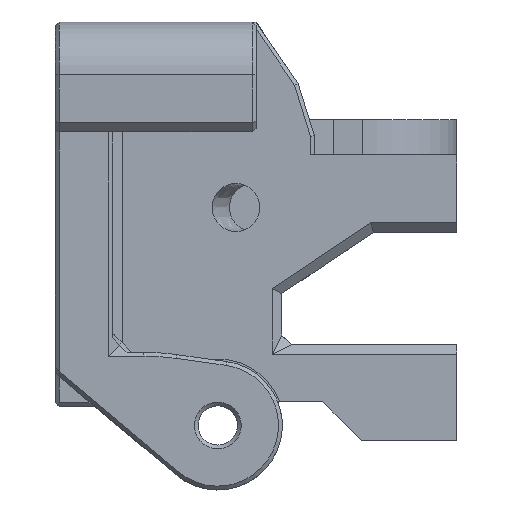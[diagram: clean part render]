
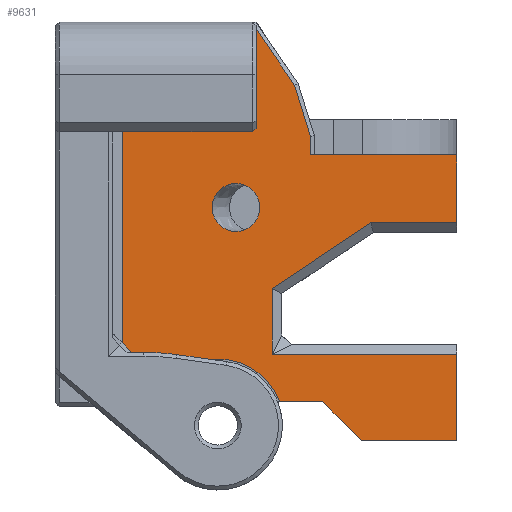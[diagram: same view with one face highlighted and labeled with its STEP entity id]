
A CAD part, left-side view. The second image highlights one B-rep face of the part: STEP entity #9631.
In plain terms, the highlighted planar face has unit normal (-1, 0, 0).
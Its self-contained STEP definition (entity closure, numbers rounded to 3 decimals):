
#278=FACE_BOUND('',#1480,.T.);
#381=PLANE('',#10335);
#867=FACE_OUTER_BOUND('',#1479,.T.);
#1479=EDGE_LOOP('',(#7529,#7530,#7531,#7532,#7533,#7534,#7535,#7536,#7537,
#7538,#7539,#7540,#7541,#7542,#7543,#7544,#7545,#7546,#7547,#7548,#7549,
#7550));
#1480=EDGE_LOOP('',(#7551));
#1981=LINE('',#13823,#2952);
#2066=LINE('',#14712,#3037);
#2331=LINE('',#25302,#3302);
#2332=LINE('',#25305,#3303);
#2335=LINE('',#25310,#3306);
#2336=LINE('',#25312,#3307);
#2337=LINE('',#25314,#3308);
#2338=LINE('',#25317,#3309);
#2339=LINE('',#25319,#3310);
#2340=LINE('',#25321,#3311);
#2341=LINE('',#25323,#3312);
#2342=LINE('',#25325,#3313);
#2343=LINE('',#25327,#3314);
#2344=LINE('',#25329,#3315);
#2345=LINE('',#25331,#3316);
#2346=LINE('',#25333,#3317);
#2347=LINE('',#25335,#3318);
#2348=LINE('',#25337,#3319);
#2349=LINE('',#25339,#3320);
#2350=LINE('',#25341,#3321);
#2351=LINE('',#25342,#3322);
#2952=VECTOR('',#11087,10.);
#3037=VECTOR('',#11294,10.);
#3302=VECTOR('',#11903,10.);
#3303=VECTOR('',#11906,10.);
#3306=VECTOR('',#11911,10.);
#3307=VECTOR('',#11912,10.);
#3308=VECTOR('',#11913,10.);
#3309=VECTOR('',#11916,10.);
#3310=VECTOR('',#11917,10.);
#3311=VECTOR('',#11918,10.);
#3312=VECTOR('',#11919,10.);
#3313=VECTOR('',#11920,10.);
#3314=VECTOR('',#11921,10.);
#3315=VECTOR('',#11922,10.);
#3316=VECTOR('',#11923,10.);
#3317=VECTOR('',#11924,10.);
#3318=VECTOR('',#11925,10.);
#3319=VECTOR('',#11926,10.);
#3320=VECTOR('',#11927,10.);
#3321=VECTOR('',#11928,10.);
#3322=VECTOR('',#11929,10.);
#3984=CIRCLE('',#10336,6.95);
#3985=CIRCLE('',#10337,2.5);
#4221=VERTEX_POINT('',#13820);
#4222=VERTEX_POINT('',#13822);
#4369=VERTEX_POINT('',#14709);
#4370=VERTEX_POINT('',#14711);
#4645=VERTEX_POINT('',#25298);
#4646=VERTEX_POINT('',#25300);
#4647=VERTEX_POINT('',#25304);
#4649=VERTEX_POINT('',#25311);
#4650=VERTEX_POINT('',#25313);
#4651=VERTEX_POINT('',#25316);
#4652=VERTEX_POINT('',#25318);
#4653=VERTEX_POINT('',#25320);
#4654=VERTEX_POINT('',#25322);
#4655=VERTEX_POINT('',#25324);
#4656=VERTEX_POINT('',#25326);
#4657=VERTEX_POINT('',#25328);
#4658=VERTEX_POINT('',#25330);
#4659=VERTEX_POINT('',#25332);
#4660=VERTEX_POINT('',#25334);
#4661=VERTEX_POINT('',#25336);
#4662=VERTEX_POINT('',#25338);
#4663=VERTEX_POINT('',#25340);
#4664=VERTEX_POINT('',#25343);
#5112=EDGE_CURVE('',#4221,#4222,#1981,.T.);
#5269=EDGE_CURVE('',#4370,#4369,#2066,.T.);
#5698=EDGE_CURVE('',#4646,#4645,#2331,.T.);
#5699=EDGE_CURVE('',#4645,#4647,#2332,.T.);
#5702=EDGE_CURVE('',#4370,#4646,#2335,.T.);
#5703=EDGE_CURVE('',#4369,#4649,#2336,.T.);
#5704=EDGE_CURVE('',#4650,#4649,#2337,.T.);
#5705=EDGE_CURVE('',#4650,#4222,#3984,.T.);
#5706=EDGE_CURVE('',#4651,#4221,#2338,.T.);
#5707=EDGE_CURVE('',#4652,#4651,#2339,.T.);
#5708=EDGE_CURVE('',#4652,#4653,#2340,.T.);
#5709=EDGE_CURVE('',#4654,#4653,#2341,.T.);
#5710=EDGE_CURVE('',#4655,#4654,#2342,.T.);
#5711=EDGE_CURVE('',#4656,#4655,#2343,.T.);
#5712=EDGE_CURVE('',#4657,#4656,#2344,.T.);
#5713=EDGE_CURVE('',#4658,#4657,#2345,.T.);
#5714=EDGE_CURVE('',#4658,#4659,#2346,.T.);
#5715=EDGE_CURVE('',#4660,#4659,#2347,.T.);
#5716=EDGE_CURVE('',#4661,#4660,#2348,.T.);
#5717=EDGE_CURVE('',#4662,#4661,#2349,.T.);
#5718=EDGE_CURVE('',#4663,#4662,#2350,.T.);
#5719=EDGE_CURVE('',#4647,#4663,#2351,.T.);
#5720=EDGE_CURVE('',#4664,#4664,#3985,.T.);
#7529=ORIENTED_EDGE('',*,*,#5698,.F.);
#7530=ORIENTED_EDGE('',*,*,#5702,.F.);
#7531=ORIENTED_EDGE('',*,*,#5269,.T.);
#7532=ORIENTED_EDGE('',*,*,#5703,.T.);
#7533=ORIENTED_EDGE('',*,*,#5704,.F.);
#7534=ORIENTED_EDGE('',*,*,#5705,.T.);
#7535=ORIENTED_EDGE('',*,*,#5112,.F.);
#7536=ORIENTED_EDGE('',*,*,#5706,.F.);
#7537=ORIENTED_EDGE('',*,*,#5707,.F.);
#7538=ORIENTED_EDGE('',*,*,#5708,.T.);
#7539=ORIENTED_EDGE('',*,*,#5709,.F.);
#7540=ORIENTED_EDGE('',*,*,#5710,.F.);
#7541=ORIENTED_EDGE('',*,*,#5711,.F.);
#7542=ORIENTED_EDGE('',*,*,#5712,.F.);
#7543=ORIENTED_EDGE('',*,*,#5713,.F.);
#7544=ORIENTED_EDGE('',*,*,#5714,.T.);
#7545=ORIENTED_EDGE('',*,*,#5715,.F.);
#7546=ORIENTED_EDGE('',*,*,#5716,.F.);
#7547=ORIENTED_EDGE('',*,*,#5717,.F.);
#7548=ORIENTED_EDGE('',*,*,#5718,.F.);
#7549=ORIENTED_EDGE('',*,*,#5719,.F.);
#7550=ORIENTED_EDGE('',*,*,#5699,.F.);
#7551=ORIENTED_EDGE('',*,*,#5720,.T.);
#9631=ADVANCED_FACE('',(#867,#278),#381,.T.);
#10335=AXIS2_PLACEMENT_3D('',#25309,#11909,#11910);
#10336=AXIS2_PLACEMENT_3D('',#25315,#11914,#11915);
#10337=AXIS2_PLACEMENT_3D('',#25344,#11930,#11931);
#11087=DIRECTION('',(0.,1.,0.));
#11294=DIRECTION('',(0.,-1.,0.));
#11903=DIRECTION('',(0.,0.,1.));
#11906=DIRECTION('',(0.,-1.,0.));
#11909=DIRECTION('center_axis',(-1.,0.,0.));
#11910=DIRECTION('ref_axis',(0.,-1.,0.));
#11911=DIRECTION('',(0.,-0.707,0.707));
#11912=DIRECTION('',(0.,-0.832,0.555));
#11913=DIRECTION('',(0.,1.,0.));
#11914=DIRECTION('center_axis',(1.,0.,0.));
#11915=DIRECTION('ref_axis',(0.,-0.615,0.789));
#11916=DIRECTION('',(0.,0.707,0.707));
#11917=DIRECTION('',(0.,1.,0.));
#11918=DIRECTION('',(0.,0.,1.));
#11919=DIRECTION('',(0.,-1.,0.));
#11920=DIRECTION('',(0.,-0.001,-1.));
#11921=DIRECTION('',(0.,0.832,-0.555));
#11922=DIRECTION('',(0.,1.,0.));
#11923=DIRECTION('',(0.,0.,-1.));
#11924=DIRECTION('',(0.,1.,0.));
#11925=DIRECTION('',(0.,0.,-1.));
#11926=DIRECTION('',(0.,-0.296,-0.955));
#11927=DIRECTION('',(0.,-0.565,-0.825));
#11928=DIRECTION('',(0.,0.,1.));
#11929=DIRECTION('',(0.,-0.707,0.707));
#11930=DIRECTION('center_axis',(1.,0.,0.));
#11931=DIRECTION('ref_axis',(0.,0.,-1.));
#13820=CARTESIAN_POINT('',(27.925,23.7,58.463));
#13822=CARTESIAN_POINT('',(27.925,28.201,58.463));
#13823=CARTESIAN_POINT('',(27.925,3.7,58.463));
#14709=CARTESIAN_POINT('',(27.925,45.7,58.));
#14711=CARTESIAN_POINT('',(27.925,46.1,58.));
#14712=CARTESIAN_POINT('',(27.925,27.7,58.));
#25298=CARTESIAN_POINT('',(27.925,44.7,86.7));
#25300=CARTESIAN_POINT('',(27.925,44.7,59.4));
#25302=CARTESIAN_POINT('',(27.925,44.7,83.8));
#25304=CARTESIAN_POINT('',(27.925,31.1,86.7));
#25305=CARTESIAN_POINT('',(27.925,27.7,86.7));
#25309=CARTESIAN_POINT('Origin',(27.925,3.7,89.5));
#25310=CARTESIAN_POINT('',(27.925,27.525,76.575));
#25311=CARTESIAN_POINT('',(27.925,45.006,58.463));
#25312=CARTESIAN_POINT('',(27.925,2.892,86.538));
#25313=CARTESIAN_POINT('',(27.925,41.199,58.463));
#25314=CARTESIAN_POINT('',(27.925,3.7,58.463));
#25315=CARTESIAN_POINT('Origin',(27.925,34.7,56.));
#25316=CARTESIAN_POINT('',(27.925,19.7,54.463));
#25317=CARTESIAN_POINT('',(27.925,25.166,59.929));
#25318=CARTESIAN_POINT('',(27.925,9.7,54.463));
#25319=CARTESIAN_POINT('',(27.925,9.7,54.463));
#25320=CARTESIAN_POINT('',(27.925,9.7,63.463));
#25321=CARTESIAN_POINT('',(27.925,9.7,75.481));
#25322=CARTESIAN_POINT('',(27.925,29.005,63.463));
#25323=CARTESIAN_POINT('',(27.925,3.7,63.463));
#25324=CARTESIAN_POINT('',(27.925,29.011,70.328));
#25325=CARTESIAN_POINT('',(27.925,29.017,78.13));
#25326=CARTESIAN_POINT('',(27.925,18.703,77.2));
#25327=CARTESIAN_POINT('',(27.925,3.447,87.371));
#25328=CARTESIAN_POINT('',(27.925,9.7,77.2));
#25329=CARTESIAN_POINT('',(27.925,13.2,77.2));
#25330=CARTESIAN_POINT('',(27.925,9.7,84.3));
#25331=CARTESIAN_POINT('',(27.925,9.7,82.));
#25332=CARTESIAN_POINT('',(27.925,25.,84.3));
#25333=CARTESIAN_POINT('',(27.925,-3.512,84.3));
#25334=CARTESIAN_POINT('',(27.925,25.,86.237));
#25335=CARTESIAN_POINT('',(27.925,25.,89.4));
#25336=CARTESIAN_POINT('',(27.925,26.66,91.596));
#25337=CARTESIAN_POINT('',(27.925,24.944,86.056));
#25338=CARTESIAN_POINT('',(27.925,30.7,97.492));
#25339=CARTESIAN_POINT('',(27.925,24.688,88.719));
#25340=CARTESIAN_POINT('',(27.925,30.7,87.1));
#25341=CARTESIAN_POINT('',(27.925,30.7,90.975));
#25342=CARTESIAN_POINT('',(27.925,23.45,94.35));
#25343=CARTESIAN_POINT('',(27.925,32.8,81.3));
#25344=CARTESIAN_POINT('Origin',(27.925,32.8,78.8));
